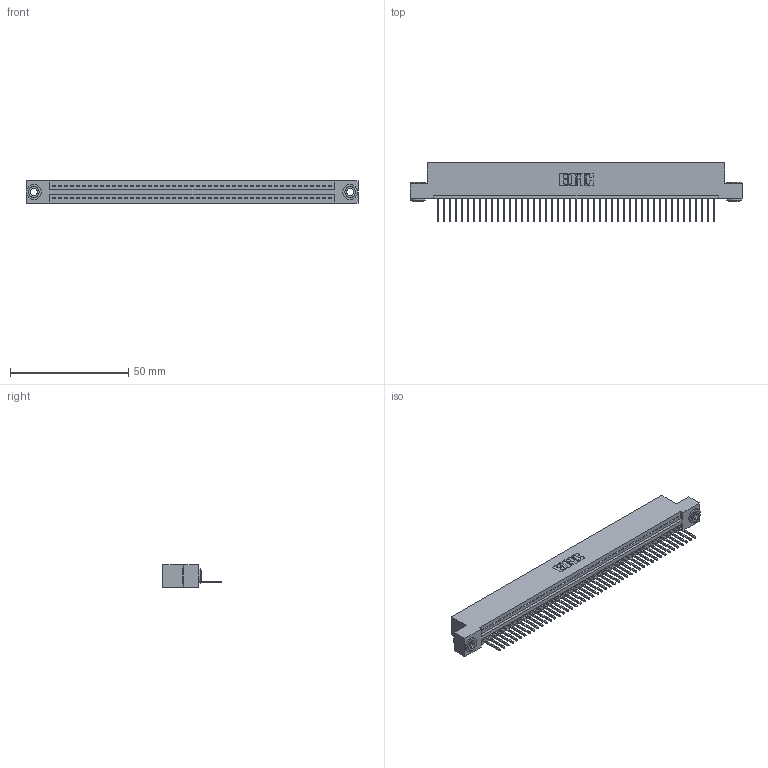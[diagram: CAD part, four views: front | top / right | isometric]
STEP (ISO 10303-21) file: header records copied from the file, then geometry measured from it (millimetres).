
FILE_DESCRIPTION (( 'STEP AP203' ), '1' );
FILE_NAME ('395-047-523-103.STEP', '2018-11-19T12:38:07', ( '' ), ( '' ), 'SwSTEP 2.0', 'SolidWorks 2016', '' );
FILE_SCHEMA (( 'CONFIG_CONTROL_DESIGN' ));
Length unit declared in the file: inch
Products named in the file (4): 345 Part_Flush Mounting Lugs - 0.156 Dia-TH; 395-047-523-103; 345-292-001_345-293-123; 345-250-002_345-250-002-102
Assembly tree (50 placements, depth 2):
  395-047-523-103
    345 Part_Flush Mounting Lugs - 0.156 Dia-TH
    345-292-001_345-293-123  x47
    345-250-002_345-250-002-102  x2
Bounding box: 140.59 x 24.82 x 9.4 mm (x, y, z)
Volume: 13395.5 mm3; surface area: 18135 mm2
Topology: 50 solids, 50 shells, 2890 faces, 8689 edges, 5726 vertices
Faces by surface type: plane 1970, cylinder 912, cone 8
Entity records: 35368 total; most frequent: CARTESIAN_POINT 6104, ORIENTED_EDGE 6078, DIRECTION 5355, EDGE_CURVE 3039, VECTOR 2695, LINE 2695, VERTEX_POINT 2022, AXIS2_PLACEMENT_3D 1330
